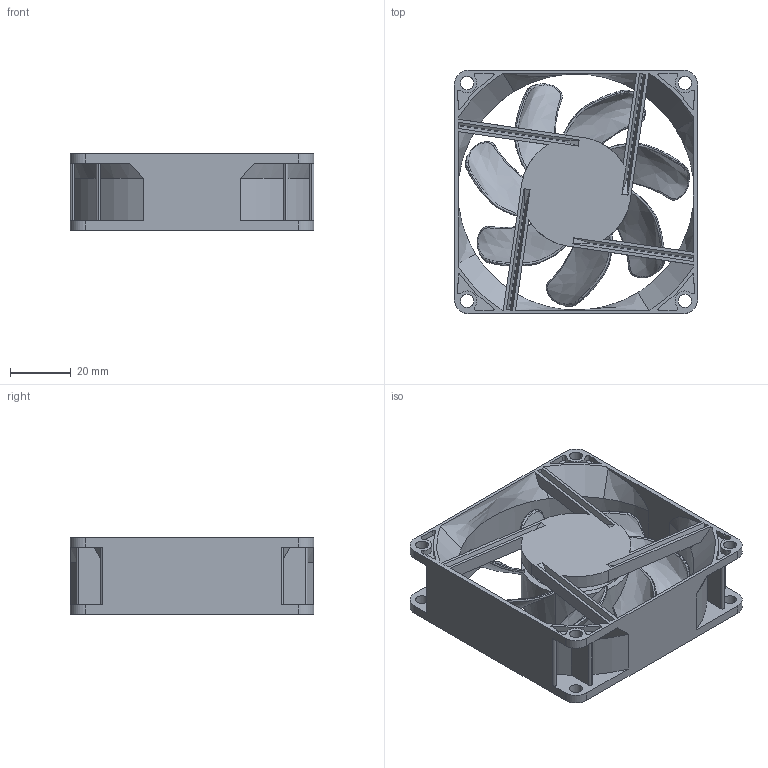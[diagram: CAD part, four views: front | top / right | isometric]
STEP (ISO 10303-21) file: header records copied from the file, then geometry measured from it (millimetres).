
FILE_DESCRIPTION (( 'STEP AP203' ), '1' );
FILE_NAME ('DC FAN 80 X 80 X 25.STEP', '2017-06-06T10:25:49', ( '' ), ( '' ), 'SwSTEP 2.0', 'SolidWorks 2016', '' );
FILE_SCHEMA (( 'CONFIG_CONTROL_DESIGN' ));
Length unit declared in the file: millimetre
Products named in the file (3): DC FAN 80 X 80 X 25; FAN HOUSING 80 X 80 X 25; FAN ROTOR 80 X 80 X 25
Assembly tree (2 placements, depth 2):
  DC FAN 80 X 80 X 25
    FAN HOUSING 80 X 80 X 25
    FAN ROTOR 80 X 80 X 25
Bounding box: 80 x 80 x 25 mm (x, y, z)
Volume: 34429 mm3; surface area: 37232.2 mm2
Topology: 2 solids, 2 shells, 369 faces, 1012 edges, 658 vertices
Faces by surface type: cylinder 125, bspline 125, plane 99, cone 16, torus 4
Entity records: 25200 total; most frequent: CARTESIAN_POINT 16151, ORIENTED_EDGE 2024, DIRECTION 1611, EDGE_CURVE 1012, VERTEX_POINT 658, AXIS2_PLACEMENT_3D 618, EDGE_LOOP 404, LINE 375
